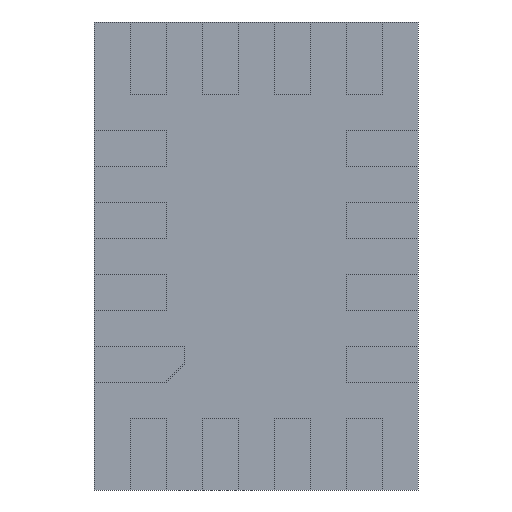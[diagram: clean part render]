
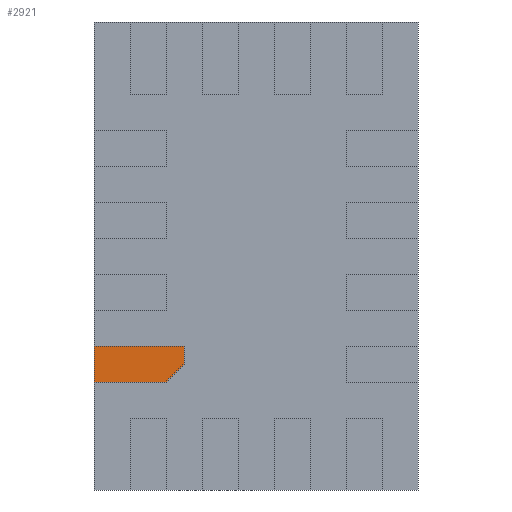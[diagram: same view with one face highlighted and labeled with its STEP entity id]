
A CAD part, front view. The second image highlights one B-rep face of the part: STEP entity #2921.
In plain terms, the highlighted planar face has unit normal (0, -1, 0).
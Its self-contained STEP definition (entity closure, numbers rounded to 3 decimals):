
#205 = EDGE_CURVE ( 'NONE', #3639, #537, #4998, .T. ) ;
#537 = VERTEX_POINT ( 'NONE', #959 ) ;
#734 = EDGE_CURVE ( 'NONE', #1322, #3639, #5089, .T. ) ;
#851 = CARTESIAN_POINT ( 'NONE',  ( -0.9, -0.025, -0.7 ) ) ;
#932 = LINE ( 'NONE', #1772, #2704 ) ;
#959 = CARTESIAN_POINT ( 'NONE',  ( -0.5, -0.025, -0.7 ) ) ;
#1038 = CARTESIAN_POINT ( 'NONE',  ( -0.5, -0.025, -0.7 ) ) ;
#1159 = VECTOR ( 'NONE', #1219, 1000. ) ;
#1189 = DIRECTION ( 'NONE',  ( 0., -1., 0. ) ) ;
#1219 = DIRECTION ( 'NONE',  ( -1., 0., 0. ) ) ;
#1265 = ORIENTED_EDGE ( 'NONE', *, *, #4945, .T. ) ;
#1322 = VERTEX_POINT ( 'NONE', #4168 ) ;
#1326 = CARTESIAN_POINT ( 'NONE',  ( -0.4, -0.025, -0.5 ) ) ;
#1424 = DIRECTION ( 'NONE',  ( 0.707, 0., 0.707 ) ) ;
#1540 = CARTESIAN_POINT ( 'NONE',  ( 0., -0.025, 0. ) ) ;
#1547 = EDGE_LOOP ( 'NONE', ( #1265, #2334, #4911, #2384, #4082 ) ) ;
#1772 = CARTESIAN_POINT ( 'NONE',  ( -0.4, -0.025, -0.6 ) ) ;
#1828 = CARTESIAN_POINT ( 'NONE',  ( -0.4, -0.025, -0.6 ) ) ;
#2036 = VERTEX_POINT ( 'NONE', #1326 ) ;
#2334 = ORIENTED_EDGE ( 'NONE', *, *, #2931, .T. ) ;
#2384 = ORIENTED_EDGE ( 'NONE', *, *, #205, .T. ) ;
#2650 = DIRECTION ( 'NONE',  ( 0., 0., 1. ) ) ;
#2704 = VECTOR ( 'NONE', #2650, 1000. ) ;
#2709 = DIRECTION ( 'NONE',  ( 0., 0., -1. ) ) ;
#2814 = EDGE_CURVE ( 'NONE', #537, #4384, #2830, .T. ) ;
#2830 = LINE ( 'NONE', #1038, #2949 ) ;
#2833 = DIRECTION ( 'NONE',  ( 1., 0., 0. ) ) ;
#2884 = LINE ( 'NONE', #4769, #1159 ) ;
#2921 = ADVANCED_FACE ( 'NONE', ( #4631 ), #3676, .T. ) ;
#2931 = EDGE_CURVE ( 'NONE', #2036, #1322, #2884, .T. ) ;
#2949 = VECTOR ( 'NONE', #1424, 1000. ) ;
#2975 = CARTESIAN_POINT ( 'NONE',  ( -0.9, -0.025, -0.7 ) ) ;
#3179 = DIRECTION ( 'NONE',  ( 0., 0., -1. ) ) ;
#3619 = VECTOR ( 'NONE', #2709, 1000. ) ;
#3639 = VERTEX_POINT ( 'NONE', #2975 ) ;
#3676 = PLANE ( 'NONE',  #4539 ) ;
#4082 = ORIENTED_EDGE ( 'NONE', *, *, #2814, .T. ) ;
#4168 = CARTESIAN_POINT ( 'NONE',  ( -0.9, -0.025, -0.5 ) ) ;
#4384 = VERTEX_POINT ( 'NONE', #1828 ) ;
#4539 = AXIS2_PLACEMENT_3D ( 'NONE', #1540, #1189, #3179 ) ;
#4631 = FACE_OUTER_BOUND ( 'NONE', #1547, .T. ) ;
#4769 = CARTESIAN_POINT ( 'NONE',  ( -0.4, -0.025, -0.5 ) ) ;
#4911 = ORIENTED_EDGE ( 'NONE', *, *, #734, .T. ) ;
#4941 = VECTOR ( 'NONE', #2833, 1000. ) ;
#4945 = EDGE_CURVE ( 'NONE', #4384, #2036, #932, .T. ) ;
#4998 = LINE ( 'NONE', #851, #4941 ) ;
#5036 = CARTESIAN_POINT ( 'NONE',  ( -0.9, -0.025, -0.5 ) ) ;
#5089 = LINE ( 'NONE', #5036, #3619 ) ;
